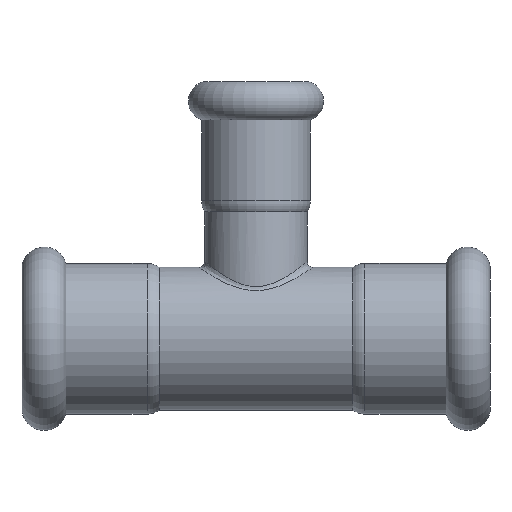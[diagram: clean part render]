
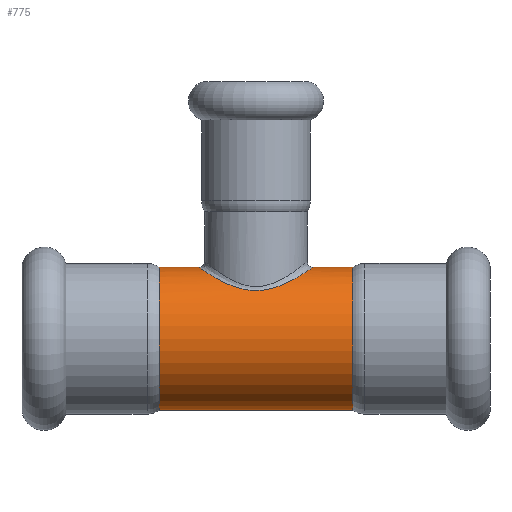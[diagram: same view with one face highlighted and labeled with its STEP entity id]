
A CAD part, front view. The second image highlights one B-rep face of the part: STEP entity #775.
In plain terms, the highlighted cylindrical face has radius 12 mm (diameter 24 mm), a full revolution.
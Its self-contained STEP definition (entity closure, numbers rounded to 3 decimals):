
#19=FACE_BOUND('',#133,.T.);
#23=B_SPLINE_CURVE_WITH_KNOTS('',3,(#1688,#1689,#1690,#1691,#1692,#1693,
#1694,#1695,#1696,#1697,#1698,#1699,#1700,#1701,#1702,#1703,#1704,#1705,
#1706,#1707,#1708,#1709),.UNSPECIFIED.,.T.,.F.,(4,1,1,1,1,1,1,1,1,1,1,1,
1,1,1,1,1,1,1,4),(-5.447,-5.253,-5.058,
-4.669,-4.41,-4.15,-3.891,
-3.372,-3.113,-2.853,-2.594,
-2.334,-1.816,-1.556,-1.362,
-1.167,-0.778,-0.389,-0.195,
0.),.UNSPECIFIED.);
#33=LINE('',#1717,#52);
#52=VECTOR('',#1116,12.);
#71=CYLINDRICAL_SURFACE('',#888,12.);
#95=FACE_OUTER_BOUND('',#132,.T.);
#132=EDGE_LOOP('',(#583,#584,#585,#586,#587,#588,#589,#590));
#133=EDGE_LOOP('',(#591));
#213=CIRCLE('',#889,12.);
#214=CIRCLE('',#890,12.);
#215=CIRCLE('',#891,12.);
#216=CIRCLE('',#892,12.);
#217=CIRCLE('',#893,12.);
#218=CIRCLE('',#894,12.);
#314=VERTEX_POINT('',#1663);
#316=VERTEX_POINT('',#1711);
#317=VERTEX_POINT('',#1712);
#318=VERTEX_POINT('',#1714);
#319=VERTEX_POINT('',#1716);
#320=VERTEX_POINT('',#1718);
#321=VERTEX_POINT('',#1720);
#424=EDGE_CURVE('',#314,#314,#23,.T.);
#425=EDGE_CURVE('',#316,#317,#213,.T.);
#426=EDGE_CURVE('',#318,#316,#214,.T.);
#427=EDGE_CURVE('',#318,#319,#33,.T.);
#428=EDGE_CURVE('',#319,#320,#215,.T.);
#429=EDGE_CURVE('',#320,#321,#216,.T.);
#430=EDGE_CURVE('',#321,#319,#217,.T.);
#431=EDGE_CURVE('',#317,#318,#218,.T.);
#583=ORIENTED_EDGE('',*,*,#425,.F.);
#584=ORIENTED_EDGE('',*,*,#426,.F.);
#585=ORIENTED_EDGE('',*,*,#427,.T.);
#586=ORIENTED_EDGE('',*,*,#428,.T.);
#587=ORIENTED_EDGE('',*,*,#429,.T.);
#588=ORIENTED_EDGE('',*,*,#430,.T.);
#589=ORIENTED_EDGE('',*,*,#427,.F.);
#590=ORIENTED_EDGE('',*,*,#431,.F.);
#591=ORIENTED_EDGE('',*,*,#424,.F.);
#775=ADVANCED_FACE('',(#95,#19),#71,.T.);
#888=AXIS2_PLACEMENT_3D('',#1710,#1110,#1111);
#889=AXIS2_PLACEMENT_3D('',#1713,#1112,#1113);
#890=AXIS2_PLACEMENT_3D('',#1715,#1114,#1115);
#891=AXIS2_PLACEMENT_3D('',#1719,#1117,#1118);
#892=AXIS2_PLACEMENT_3D('',#1721,#1119,#1120);
#893=AXIS2_PLACEMENT_3D('',#1722,#1121,#1122);
#894=AXIS2_PLACEMENT_3D('',#1723,#1123,#1124);
#1110=DIRECTION('center_axis',(1.,0.,0.));
#1111=DIRECTION('ref_axis',(0.,1.,0.));
#1112=DIRECTION('center_axis',(1.,0.,0.));
#1113=DIRECTION('ref_axis',(0.,1.,0.));
#1114=DIRECTION('center_axis',(1.,0.,0.));
#1115=DIRECTION('ref_axis',(0.,1.,0.));
#1116=DIRECTION('',(-1.,0.,0.));
#1117=DIRECTION('center_axis',(1.,0.,0.));
#1118=DIRECTION('ref_axis',(0.,1.,0.));
#1119=DIRECTION('center_axis',(1.,0.,0.));
#1120=DIRECTION('ref_axis',(0.,1.,0.));
#1121=DIRECTION('center_axis',(1.,0.,0.));
#1122=DIRECTION('ref_axis',(0.,1.,0.));
#1123=DIRECTION('center_axis',(1.,0.,0.));
#1124=DIRECTION('ref_axis',(0.,1.,0.));
#1663=CARTESIAN_POINT('',(0.,8.862,8.092));
#1688=CARTESIAN_POINT('Ctrl Pts',(0.,8.862,
8.092));
#1689=CARTESIAN_POINT('Ctrl Pts',(-0.752,8.862,8.092));
#1690=CARTESIAN_POINT('Ctrl Pts',(-2.253,8.695,8.279));
#1691=CARTESIAN_POINT('Ctrl Pts',(-4.943,7.784,9.187));
#1692=CARTESIAN_POINT('Ctrl Pts',(-7.295,6.057,10.495));
#1693=CARTESIAN_POINT('Ctrl Pts',(-9.018,3.415,11.602));
#1694=CARTESIAN_POINT('Ctrl Pts',(-9.733,0.716,12.09));
#1695=CARTESIAN_POINT('Ctrl Pts',(-9.398,-3.057,11.866));
#1696=CARTESIAN_POINT('Ctrl Pts',(-7.336,-6.144,10.466));
#1697=CARTESIAN_POINT('Ctrl Pts',(-4.312,-8.051,8.942));
#1698=CARTESIAN_POINT('Ctrl Pts',(-1.547,-8.896,8.06));
#1699=CARTESIAN_POINT('Ctrl Pts',(1.549,-8.894,8.058));
#1700=CARTESIAN_POINT('Ctrl Pts',(5.219,-7.776,9.24));
#1701=CARTESIAN_POINT('Ctrl Pts',(7.973,-5.449,10.922));
#1702=CARTESIAN_POINT('Ctrl Pts',(9.395,-2.313,11.856));
#1703=CARTESIAN_POINT('Ctrl Pts',(9.688,-0.002,
12.062));
#1704=CARTESIAN_POINT('Ctrl Pts',(9.332,2.782,11.815));
#1705=CARTESIAN_POINT('Ctrl Pts',(7.655,5.798,10.698));
#1706=CARTESIAN_POINT('Ctrl Pts',(4.944,7.781,9.187));
#1707=CARTESIAN_POINT('Ctrl Pts',(2.253,8.697,8.278));
#1708=CARTESIAN_POINT('Ctrl Pts',(0.752,8.862,8.092));
#1709=CARTESIAN_POINT('Ctrl Pts',(0.,8.862,
8.092));
#1710=CARTESIAN_POINT('Origin',(12.534,0.,0.));
#1711=CARTESIAN_POINT('',(16.268,12.,0.));
#1712=CARTESIAN_POINT('',(16.268,0.,12.));
#1713=CARTESIAN_POINT('Origin',(16.268,0.,0.));
#1714=CARTESIAN_POINT('',(16.268,-12.,0.));
#1715=CARTESIAN_POINT('Origin',(16.268,0.,0.));
#1716=CARTESIAN_POINT('',(-16.268,-12.,0.));
#1717=CARTESIAN_POINT('',(12.534,-12.,0.));
#1718=CARTESIAN_POINT('',(-16.268,12.,0.));
#1719=CARTESIAN_POINT('Origin',(-16.268,0.,0.));
#1720=CARTESIAN_POINT('',(-16.268,0.,12.));
#1721=CARTESIAN_POINT('Origin',(-16.268,0.,0.));
#1722=CARTESIAN_POINT('Origin',(-16.268,0.,0.));
#1723=CARTESIAN_POINT('Origin',(16.268,0.,0.));
